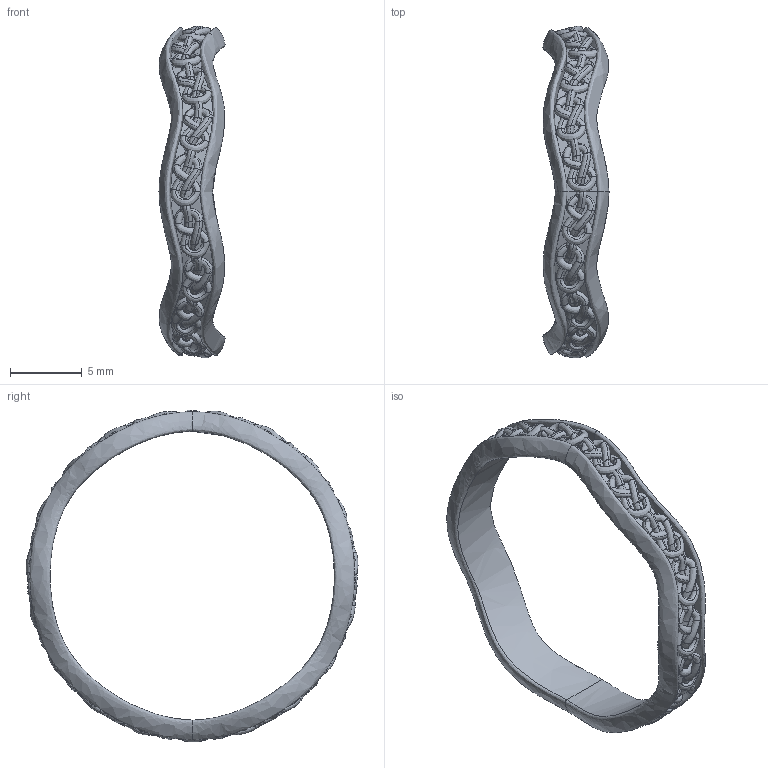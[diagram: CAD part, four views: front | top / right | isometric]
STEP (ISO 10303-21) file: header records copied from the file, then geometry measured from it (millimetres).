
FILE_DESCRIPTION(('FreeCAD Model'),'2;1');
FILE_NAME('Open CASCADE Shape Model','2025-05-04T08:28:39',('FreeCAD'),( 'FreeCAD'),'Open CASCADE STEP processor 7.6','FreeCAD','Unknown');
FILE_SCHEMA(('AUTOMOTIVE_DESIGN { 1 0 10303 214 1 1 1 1 }'));
Products named in the file (1): Open CASCADE STEP translator 7.6 1
Bounding box: 4.6 x 23.15 x 23.14 mm (x, y, z)
Volume: 244.1 mm3; surface area: 1206.2 mm2
Topology: 39 solids, 58 shells, 436 faces, 1442 edges, 897 vertices
Faces by surface type: bspline 436
Entity records: 99255 total; most frequent: CARTESIAN_POINT 91009, ORIENTED_EDGE 2698, B_SPLINE_CURVE_WITH_KNOTS 1399, EDGE_CURVE 1387, VERTEX_POINT 855, ADVANCED_FACE 435, FACE_BOUND 435, EDGE_LOOP 435
